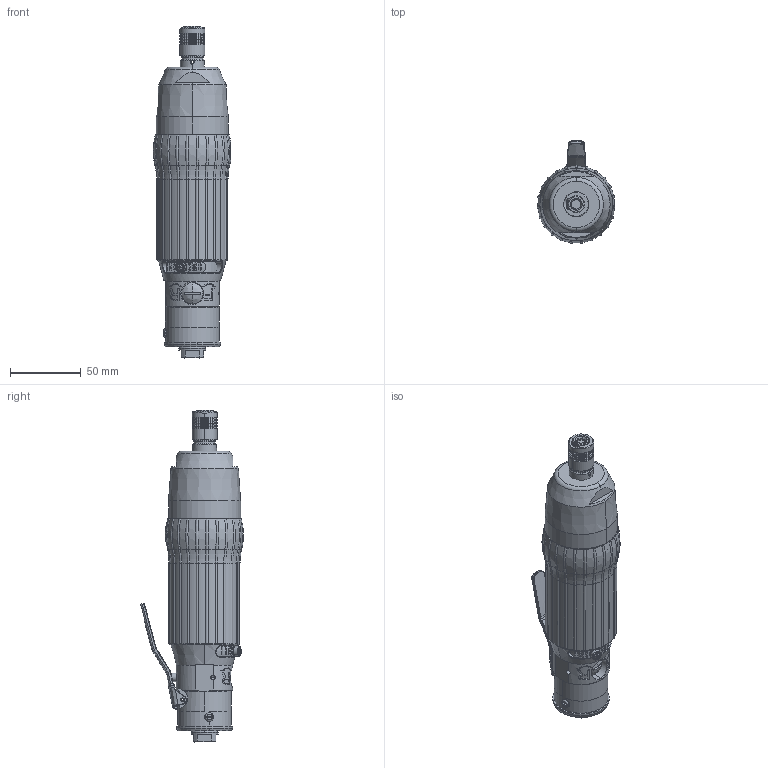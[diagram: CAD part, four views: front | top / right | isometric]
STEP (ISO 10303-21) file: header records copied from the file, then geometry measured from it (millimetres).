
FILE_DESCRIPTION((''),'2;1');
FILE_NAME('EXT_COMP_SW0009','2021-07-15T13:31:17',('INEdipo'),(''),'CREO PARAMETRIC BY PTC INC, 2020281','CREO PARAMETRIC BY PTC INC, 2020281','');
FILE_SCHEMA(('CONFIG_CONTROL_DESIGN'));
Length unit declared in the file: inch
Products named in the file (1): EXT_COMP_SW0009
Bounding box: 55.01 x 72.9 x 235.05 mm (x, y, z)
Volume: 352808.6 mm3; surface area: 45774.6 mm2
Topology: 2 solids, 2 shells, 736 faces, 1715 edges, 1006 vertices
Faces by surface type: plane 191, cylinder 182, bspline 169, torus 127, cone 59, sphere 8
Entity records: 29487 total; most frequent: CARTESIAN_POINT 13541, ORIENTED_EDGE 3418, DIRECTION 3286, EDGE_CURVE 1709, AXIS2_PLACEMENT_3D 1423, VERTEX_POINT 1006, CIRCLE 856, EDGE_LOOP 775
